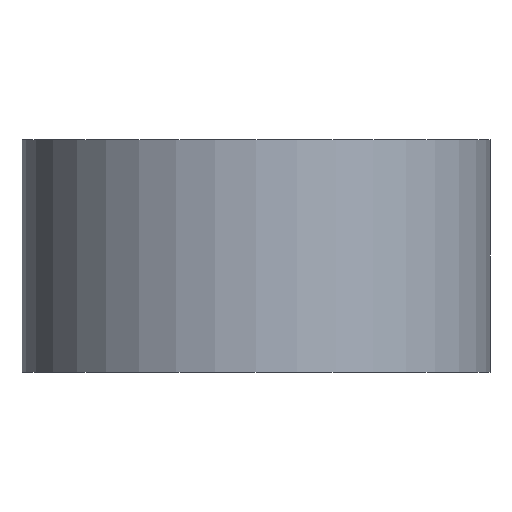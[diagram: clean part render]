
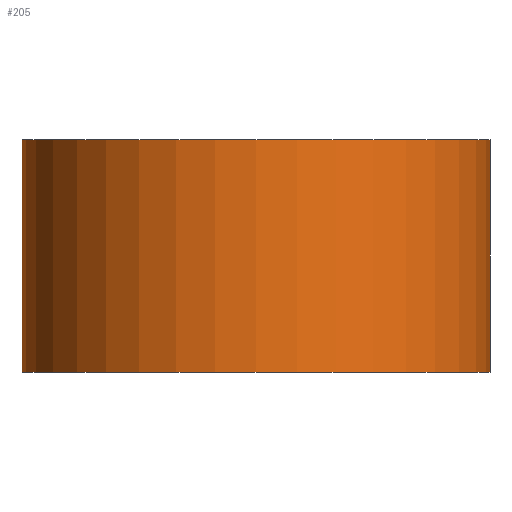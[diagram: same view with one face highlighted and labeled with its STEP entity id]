
A CAD part, front view. The second image highlights one B-rep face of the part: STEP entity #205.
In plain terms, the highlighted cylindrical face has radius 6.35 mm (diameter 12.7 mm), a partial arc.
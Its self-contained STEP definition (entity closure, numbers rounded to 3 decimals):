
#3 = VERTEX_POINT ( 'NONE', #280 ) ;
#9 = DIRECTION ( 'NONE',  ( 1., 0., 0. ) ) ;
#24 = ORIENTED_EDGE ( 'NONE', *, *, #53, .T. ) ;
#33 = DIRECTION ( 'NONE',  ( 0., 0., -1. ) ) ;
#36 = CARTESIAN_POINT ( 'NONE',  ( -6.35, 0., 4.76 ) ) ;
#39 = CARTESIAN_POINT ( 'NONE',  ( 6.35, 0., -1.56 ) ) ;
#51 = VERTEX_POINT ( 'NONE', #39 ) ;
#53 = EDGE_CURVE ( 'NONE', #194, #200, #243, .T. ) ;
#54 = ORIENTED_EDGE ( 'NONE', *, *, #73, .T. ) ;
#55 = FACE_OUTER_BOUND ( 'NONE', #290, .T. ) ;
#68 = AXIS2_PLACEMENT_3D ( 'NONE', #230, #211, #125 ) ;
#73 = EDGE_CURVE ( 'NONE', #51, #3, #228, .T. ) ;
#76 = CIRCLE ( 'NONE', #68, 6.35 ) ;
#80 = CARTESIAN_POINT ( 'NONE',  ( 0., 0., 4.76 ) ) ;
#84 = CARTESIAN_POINT ( 'NONE',  ( -6.35, 0., -1.56 ) ) ;
#85 = LINE ( 'NONE', #84, #177 ) ;
#89 = DIRECTION ( 'NONE',  ( 1., 0., 0. ) ) ;
#93 = AXIS2_PLACEMENT_3D ( 'NONE', #105, #133, #195 ) ;
#102 = CARTESIAN_POINT ( 'NONE',  ( 0., 0., -1.56 ) ) ;
#105 = CARTESIAN_POINT ( 'NONE',  ( 0., 0., -1.56 ) ) ;
#109 = ORIENTED_EDGE ( 'NONE', *, *, #182, .T. ) ;
#113 = EDGE_CURVE ( 'NONE', #3, #194, #76, .T. ) ;
#119 = EDGE_CURVE ( 'NONE', #278, #218, #158, .T. ) ;
#122 = CARTESIAN_POINT ( 'NONE',  ( 6.35, 0., -1.56 ) ) ;
#125 = DIRECTION ( 'NONE',  ( 1., 0., 0. ) ) ;
#126 = DIRECTION ( 'NONE',  ( 0., 0., 1. ) ) ;
#129 = CARTESIAN_POINT ( 'NONE',  ( 0., 0., -1.56 ) ) ;
#132 = DIRECTION ( 'NONE',  ( 0., 0., 1. ) ) ;
#133 = DIRECTION ( 'NONE',  ( 0., 0., 1. ) ) ;
#152 = CARTESIAN_POINT ( 'NONE',  ( 0., -6.35, 4.76 ) ) ;
#158 = CIRCLE ( 'NONE', #255, 6.35 ) ;
#165 = DIRECTION ( 'NONE',  ( 0., 0., 1. ) ) ;
#172 = VECTOR ( 'NONE', #165, 1000. ) ;
#173 = ORIENTED_EDGE ( 'NONE', *, *, #113, .T. ) ;
#177 = VECTOR ( 'NONE', #126, 1000. ) ;
#182 = EDGE_CURVE ( 'NONE', #218, #51, #234, .T. ) ;
#194 = VERTEX_POINT ( 'NONE', #152 ) ;
#195 = DIRECTION ( 'NONE',  ( 1., 0., 0. ) ) ;
#199 = CYLINDRICAL_SURFACE ( 'NONE', #224, 6.35 ) ;
#200 = VERTEX_POINT ( 'NONE', #36 ) ;
#205 = ADVANCED_FACE ( 'NONE', ( #55 ), #199, .T. ) ;
#211 = DIRECTION ( 'NONE',  ( 0., 0., -1. ) ) ;
#214 = CARTESIAN_POINT ( 'NONE',  ( 0., -6.35, -1.56 ) ) ;
#218 = VERTEX_POINT ( 'NONE', #214 ) ;
#221 = EDGE_CURVE ( 'NONE', #278, #200, #85, .T. ) ;
#224 = AXIS2_PLACEMENT_3D ( 'NONE', #129, #132, #89 ) ;
#228 = LINE ( 'NONE', #122, #172 ) ;
#230 = CARTESIAN_POINT ( 'NONE',  ( 0., 0., 4.76 ) ) ;
#234 = CIRCLE ( 'NONE', #93, 6.35 ) ;
#239 = ORIENTED_EDGE ( 'NONE', *, *, #119, .T. ) ;
#243 = CIRCLE ( 'NONE', #293, 6.35 ) ;
#255 = AXIS2_PLACEMENT_3D ( 'NONE', #102, #285, #9 ) ;
#259 = DIRECTION ( 'NONE',  ( 1., 0., 0. ) ) ;
#264 = ORIENTED_EDGE ( 'NONE', *, *, #221, .F. ) ;
#267 = CARTESIAN_POINT ( 'NONE',  ( -6.35, 0., -1.56 ) ) ;
#278 = VERTEX_POINT ( 'NONE', #267 ) ;
#280 = CARTESIAN_POINT ( 'NONE',  ( 6.35, 0., 4.76 ) ) ;
#285 = DIRECTION ( 'NONE',  ( 0., 0., 1. ) ) ;
#290 = EDGE_LOOP ( 'NONE', ( #264, #239, #109, #54, #173, #24 ) ) ;
#293 = AXIS2_PLACEMENT_3D ( 'NONE', #80, #33, #259 ) ;
